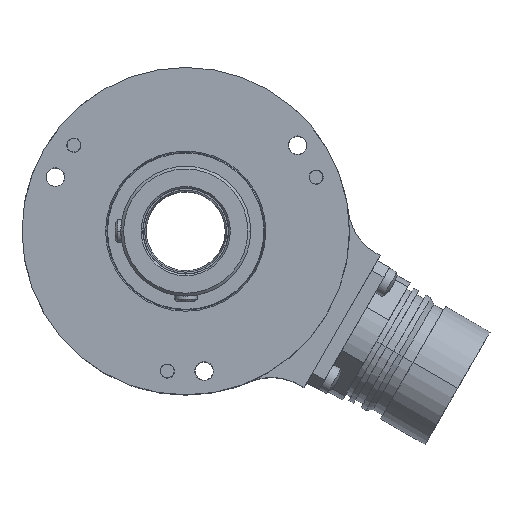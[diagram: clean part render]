
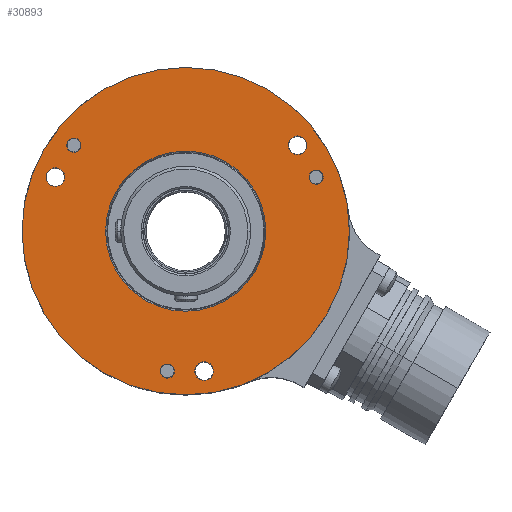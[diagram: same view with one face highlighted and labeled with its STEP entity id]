
A CAD part, top view. The second image highlights one B-rep face of the part: STEP entity #30893.
In plain terms, the highlighted planar face has unit normal (0, 0, 1).
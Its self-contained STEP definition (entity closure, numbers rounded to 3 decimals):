
#9477=CARTESIAN_POINT('',(0.,0.,18.));
#9478=DIRECTION('',(0.,0.,1.));
#9479=DIRECTION('',(1.,0.,0.));
#9480=AXIS2_PLACEMENT_3D('',#9477,#9478,#9479);
#9482=CARTESIAN_POINT('',(0.,0.,18.));
#9483=DIRECTION('',(0.,0.,1.));
#9484=DIRECTION('',(-1.,0.,0.));
#9485=AXIS2_PLACEMENT_3D('',#9482,#9483,#9484);
#9487=CARTESIAN_POINT('',(-19.834,15.219,18.));
#9488=DIRECTION('',(0.,0.,-1.));
#9489=DIRECTION('',(-0.793,0.609,0.));
#9490=AXIS2_PLACEMENT_3D('',#9487,#9488,#9489);
#9492=CARTESIAN_POINT('',(-19.834,15.219,18.));
#9493=DIRECTION('',(0.,0.,-1.));
#9494=DIRECTION('',(0.793,-0.609,0.));
#9495=AXIS2_PLACEMENT_3D('',#9492,#9493,#9494);
#9497=CARTESIAN_POINT('',(-3.263,-24.786,18.));
#9498=DIRECTION('',(0.,0.,-1.));
#9499=DIRECTION('',(-0.131,-0.991,0.));
#9500=AXIS2_PLACEMENT_3D('',#9497,#9498,#9499);
#9502=CARTESIAN_POINT('',(-3.263,-24.786,18.));
#9503=DIRECTION('',(0.,0.,-1.));
#9504=DIRECTION('',(0.131,0.991,0.));
#9505=AXIS2_PLACEMENT_3D('',#9502,#9503,#9504);
#9507=CARTESIAN_POINT('',(23.097,9.567,18.));
#9508=DIRECTION('',(0.,0.,-1.));
#9509=DIRECTION('',(0.924,0.383,0.));
#9510=AXIS2_PLACEMENT_3D('',#9507,#9508,#9509);
#9512=CARTESIAN_POINT('',(23.097,9.567,18.));
#9513=DIRECTION('',(0.,0.,-1.));
#9514=DIRECTION('',(-0.924,-0.383,0.));
#9515=AXIS2_PLACEMENT_3D('',#9512,#9513,#9514);
#9517=CARTESIAN_POINT('',(3.263,-24.786,18.));
#9518=DIRECTION('',(0.,0.,1.));
#9519=DIRECTION('',(0.,-1.,0.));
#9520=AXIS2_PLACEMENT_3D('',#9517,#9518,#9519);
#9522=CARTESIAN_POINT('',(3.263,-24.786,18.));
#9523=DIRECTION('',(0.,0.,1.));
#9524=DIRECTION('',(0.,1.,0.));
#9525=AXIS2_PLACEMENT_3D('',#9522,#9523,#9524);
#9527=CARTESIAN_POINT('',(19.834,15.219,18.));
#9528=DIRECTION('',(0.,0.,1.));
#9529=DIRECTION('',(0.,-1.,0.));
#9530=AXIS2_PLACEMENT_3D('',#9527,#9528,#9529);
#9532=CARTESIAN_POINT('',(19.834,15.219,18.));
#9533=DIRECTION('',(0.,0.,1.));
#9534=DIRECTION('',(0.,1.,0.));
#9535=AXIS2_PLACEMENT_3D('',#9532,#9533,#9534);
#9537=CARTESIAN_POINT('',(-23.097,9.567,18.));
#9538=DIRECTION('',(0.,0.,1.));
#9539=DIRECTION('',(0.,-1.,0.));
#9540=AXIS2_PLACEMENT_3D('',#9537,#9538,#9539);
#9542=CARTESIAN_POINT('',(-23.097,9.567,18.));
#9543=DIRECTION('',(0.,0.,1.));
#9544=DIRECTION('',(0.,1.,0.));
#9545=AXIS2_PLACEMENT_3D('',#9542,#9543,#9544);
#9547=CARTESIAN_POINT('',(0.,0.,18.));
#9548=DIRECTION('',(0.,0.,-1.));
#9549=DIRECTION('',(-1.,0.,0.));
#9550=AXIS2_PLACEMENT_3D('',#9547,#9548,#9549);
#9565=CARTESIAN_POINT('',(0.,0.,18.));
#9566=DIRECTION('',(0.,0.,-1.));
#9567=DIRECTION('',(1.,0.,0.));
#9568=AXIS2_PLACEMENT_3D('',#9565,#9566,#9567);
#16285=CARTESIAN_POINT('',(29.,0.,18.));
#16286=CARTESIAN_POINT('',(-29.,0.,18.));
#16287=VERTEX_POINT('',#16285);
#16288=VERTEX_POINT('',#16286);
#16369=CARTESIAN_POINT('',(-20.826,15.98,18.));
#16370=CARTESIAN_POINT('',(-18.842,14.458,18.));
#16371=VERTEX_POINT('',#16369);
#16372=VERTEX_POINT('',#16370);
#16373=CARTESIAN_POINT('',(-3.426,-26.025,18.));
#16374=CARTESIAN_POINT('',(-3.1,-23.547,18.));
#16375=VERTEX_POINT('',#16373);
#16376=VERTEX_POINT('',#16374);
#16377=CARTESIAN_POINT('',(24.252,10.045,18.));
#16378=CARTESIAN_POINT('',(21.942,9.089,18.));
#16379=VERTEX_POINT('',#16377);
#16380=VERTEX_POINT('',#16378);
#16479=CARTESIAN_POINT('',(14.188,0.,18.));
#16480=CARTESIAN_POINT('',(-14.188,0.,18.));
#16481=VERTEX_POINT('',#16479);
#16482=VERTEX_POINT('',#16480);
#16678=CARTESIAN_POINT('',(3.263,-26.436,18.));
#16679=CARTESIAN_POINT('',(3.263,-23.136,18.));
#16680=VERTEX_POINT('',#16678);
#16681=VERTEX_POINT('',#16679);
#16686=CARTESIAN_POINT('',(19.834,13.569,18.));
#16687=CARTESIAN_POINT('',(19.834,16.869,18.));
#16688=VERTEX_POINT('',#16686);
#16689=VERTEX_POINT('',#16687);
#16694=CARTESIAN_POINT('',(-23.097,7.917,18.));
#16695=CARTESIAN_POINT('',(-23.097,11.217,18.));
#16696=VERTEX_POINT('',#16694);
#16697=VERTEX_POINT('',#16695);
#30843=CARTESIAN_POINT('',(0.,0.,18.));
#30844=DIRECTION('',(0.,0.,1.));
#30845=DIRECTION('',(1.,0.,0.));
#30846=AXIS2_PLACEMENT_3D('',#30843,#30844,#30845);
#30847=PLANE('',#30846);
#30848=ORIENTED_EDGE('',*,*,#29722,.F.);
#30849=ORIENTED_EDGE('',*,*,#29677,.F.);
#30850=EDGE_LOOP('',(#30848,#30849));
#30851=FACE_OUTER_BOUND('',#30850,.F.);
#30853=ORIENTED_EDGE('',*,*,#30852,.F.);
#30855=ORIENTED_EDGE('',*,*,#30854,.F.);
#30856=EDGE_LOOP('',(#30853,#30855));
#30857=FACE_BOUND('',#30856,.F.);
#30859=ORIENTED_EDGE('',*,*,#30858,.F.);
#30861=ORIENTED_EDGE('',*,*,#30860,.F.);
#30862=EDGE_LOOP('',(#30859,#30861));
#30863=FACE_BOUND('',#30862,.F.);
#30865=ORIENTED_EDGE('',*,*,#30864,.F.);
#30867=ORIENTED_EDGE('',*,*,#30866,.F.);
#30868=EDGE_LOOP('',(#30865,#30867));
#30869=FACE_BOUND('',#30868,.F.);
#30871=ORIENTED_EDGE('',*,*,#30870,.F.);
#30873=ORIENTED_EDGE('',*,*,#30872,.F.);
#30874=EDGE_LOOP('',(#30871,#30873));
#30875=FACE_BOUND('',#30874,.F.);
#30876=ORIENTED_EDGE('',*,*,#30833,.T.);
#30878=ORIENTED_EDGE('',*,*,#30877,.T.);
#30879=EDGE_LOOP('',(#30876,#30878));
#30880=FACE_BOUND('',#30879,.F.);
#30882=ORIENTED_EDGE('',*,*,#30881,.T.);
#30884=ORIENTED_EDGE('',*,*,#30883,.T.);
#30885=EDGE_LOOP('',(#30882,#30884));
#30886=FACE_BOUND('',#30885,.F.);
#30888=ORIENTED_EDGE('',*,*,#30887,.T.);
#30890=ORIENTED_EDGE('',*,*,#30889,.T.);
#30891=EDGE_LOOP('',(#30888,#30890));
#30892=FACE_BOUND('',#30891,.F.);
#9481=CIRCLE('',#9480,29.);
#9486=CIRCLE('',#9485,29.);
#9491=CIRCLE('',#9490,1.25);
#9496=CIRCLE('',#9495,1.25);
#9501=CIRCLE('',#9500,1.25);
#9506=CIRCLE('',#9505,1.25);
#9511=CIRCLE('',#9510,1.25);
#9516=CIRCLE('',#9515,1.25);
#9521=CIRCLE('',#9520,1.65);
#9526=CIRCLE('',#9525,1.65);
#9531=CIRCLE('',#9530,1.65);
#9536=CIRCLE('',#9535,1.65);
#9541=CIRCLE('',#9540,1.65);
#9546=CIRCLE('',#9545,1.65);
#9551=CIRCLE('',#9550,14.188);
#9569=CIRCLE('',#9568,14.188);
#29677=EDGE_CURVE('',#16288,#16287,#9486,.T.);
#29722=EDGE_CURVE('',#16287,#16288,#9481,.T.);
#30833=EDGE_CURVE('',#16680,#16681,#9521,.T.);
#30852=EDGE_CURVE('',#16482,#16481,#9551,.T.);
#30854=EDGE_CURVE('',#16481,#16482,#9569,.T.);
#30858=EDGE_CURVE('',#16371,#16372,#9491,.T.);
#30860=EDGE_CURVE('',#16372,#16371,#9496,.T.);
#30864=EDGE_CURVE('',#16375,#16376,#9501,.T.);
#30866=EDGE_CURVE('',#16376,#16375,#9506,.T.);
#30870=EDGE_CURVE('',#16379,#16380,#9511,.T.);
#30872=EDGE_CURVE('',#16380,#16379,#9516,.T.);
#30877=EDGE_CURVE('',#16681,#16680,#9526,.T.);
#30881=EDGE_CURVE('',#16688,#16689,#9531,.T.);
#30883=EDGE_CURVE('',#16689,#16688,#9536,.T.);
#30887=EDGE_CURVE('',#16696,#16697,#9541,.T.);
#30889=EDGE_CURVE('',#16697,#16696,#9546,.T.);
#30893=ADVANCED_FACE('',(#30851,#30857,#30863,#30869,#30875,#30880,#30886,
#30892),#30847,.T.);
